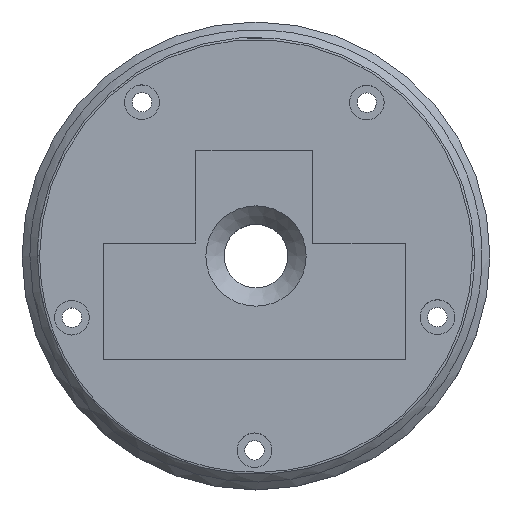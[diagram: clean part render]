
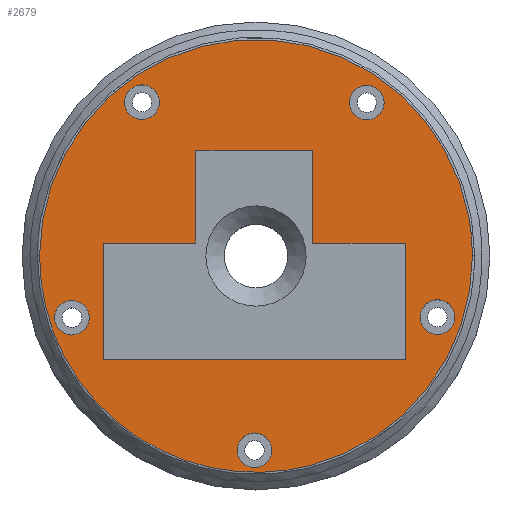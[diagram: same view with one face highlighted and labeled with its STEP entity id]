
A CAD part, top view. The second image highlights one B-rep face of the part: STEP entity #2679.
In plain terms, the highlighted planar face has unit normal (0, 0, 1).
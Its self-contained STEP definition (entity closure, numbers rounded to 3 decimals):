
#69=FACE_BOUND('',#449,.T.);
#70=FACE_BOUND('',#450,.T.);
#71=FACE_BOUND('',#451,.T.);
#72=FACE_BOUND('',#452,.T.);
#73=FACE_BOUND('',#453,.T.);
#74=FACE_BOUND('',#454,.T.);
#139=PLANE('',#2891);
#257=FACE_OUTER_BOUND('',#448,.T.);
#448=EDGE_LOOP('',(#2207,#2208));
#449=EDGE_LOOP('',(#2209));
#450=EDGE_LOOP('',(#2210));
#451=EDGE_LOOP('',(#2211));
#452=EDGE_LOOP('',(#2212));
#453=EDGE_LOOP('',(#2213));
#454=EDGE_LOOP('',(#2214,#2215,#2216,#2217,#2218,#2219,#2220,#2221));
#568=CIRCLE('',#2867,2.85);
#571=CIRCLE('',#2872,2.85);
#574=CIRCLE('',#2877,2.85);
#577=CIRCLE('',#2882,2.85);
#580=CIRCLE('',#2887,2.85);
#688=B_SPLINE_CURVE_WITH_KNOTS('',3,(#7379,#7380,#7381,#7382,#7383,#7384,
#7385,#7386,#7387,#7388,#7389,#7390,#7391,#7392,#7393,#7394,#7395,#7396),
 .UNSPECIFIED.,.F.,.F.,(4,1,1,1,1,1,1,1,1,1,1,1,1,1,1,4),(22.239,
23.034,23.829,24.623,25.418,25.947,
27.007,27.537,28.066,28.596,29.391,
30.185,30.98,31.774,32.569,33.363),
 .UNSPECIFIED.);
#689=B_SPLINE_CURVE_WITH_KNOTS('',3,(#7518,#7519,#7520,#7521,#7522,#7523,
#7524,#7525,#7526,#7527,#7528,#7529,#7530,#7531,#7532,#7533,#7534,#7535,
#7536),.UNSPECIFIED.,.F.,.F.,(4,1,1,1,1,1,1,1,1,1,1,1,1,1,1,1,4),(11.121,
11.915,12.709,13.504,14.298,14.695,
15.489,15.886,16.68,17.474,18.269,
19.063,19.261,19.857,20.651,21.445,
22.239),.UNSPECIFIED.);
#862=LINE('',#7751,#1049);
#863=LINE('',#7753,#1050);
#864=LINE('',#7755,#1051);
#865=LINE('',#7757,#1052);
#866=LINE('',#7759,#1053);
#867=LINE('',#7761,#1054);
#868=LINE('',#7763,#1055);
#869=LINE('',#7764,#1056);
#1049=VECTOR('',#3421,10.);
#1050=VECTOR('',#3422,10.);
#1051=VECTOR('',#3423,10.);
#1052=VECTOR('',#3424,10.);
#1053=VECTOR('',#3425,10.);
#1054=VECTOR('',#3426,10.);
#1055=VECTOR('',#3427,10.);
#1056=VECTOR('',#3428,10.);
#1248=VERTEX_POINT('',#7155);
#1251=VERTEX_POINT('',#7377);
#1252=VERTEX_POINT('',#7398);
#1255=VERTEX_POINT('',#7407);
#1258=VERTEX_POINT('',#7416);
#1261=VERTEX_POINT('',#7425);
#1264=VERTEX_POINT('',#7434);
#1267=VERTEX_POINT('',#7749);
#1268=VERTEX_POINT('',#7750);
#1269=VERTEX_POINT('',#7752);
#1270=VERTEX_POINT('',#7754);
#1271=VERTEX_POINT('',#7756);
#1272=VERTEX_POINT('',#7758);
#1273=VERTEX_POINT('',#7760);
#1274=VERTEX_POINT('',#7762);
#1574=EDGE_CURVE('',#1251,#1248,#688,.T.);
#1575=EDGE_CURVE('',#1252,#1252,#568,.T.);
#1579=EDGE_CURVE('',#1255,#1255,#571,.T.);
#1583=EDGE_CURVE('',#1258,#1258,#574,.T.);
#1587=EDGE_CURVE('',#1261,#1261,#577,.T.);
#1591=EDGE_CURVE('',#1264,#1264,#580,.T.);
#1595=EDGE_CURVE('',#1248,#1251,#689,.T.);
#1597=EDGE_CURVE('',#1267,#1268,#862,.T.);
#1598=EDGE_CURVE('',#1269,#1267,#863,.T.);
#1599=EDGE_CURVE('',#1270,#1269,#864,.T.);
#1600=EDGE_CURVE('',#1271,#1270,#865,.T.);
#1601=EDGE_CURVE('',#1272,#1271,#866,.T.);
#1602=EDGE_CURVE('',#1273,#1272,#867,.T.);
#1603=EDGE_CURVE('',#1274,#1273,#868,.T.);
#1604=EDGE_CURVE('',#1268,#1274,#869,.T.);
#2207=ORIENTED_EDGE('',*,*,#1574,.F.);
#2208=ORIENTED_EDGE('',*,*,#1595,.F.);
#2209=ORIENTED_EDGE('',*,*,#1575,.T.);
#2210=ORIENTED_EDGE('',*,*,#1579,.T.);
#2211=ORIENTED_EDGE('',*,*,#1583,.T.);
#2212=ORIENTED_EDGE('',*,*,#1587,.T.);
#2213=ORIENTED_EDGE('',*,*,#1591,.T.);
#2214=ORIENTED_EDGE('',*,*,#1597,.F.);
#2215=ORIENTED_EDGE('',*,*,#1598,.F.);
#2216=ORIENTED_EDGE('',*,*,#1599,.F.);
#2217=ORIENTED_EDGE('',*,*,#1600,.F.);
#2218=ORIENTED_EDGE('',*,*,#1601,.F.);
#2219=ORIENTED_EDGE('',*,*,#1602,.F.);
#2220=ORIENTED_EDGE('',*,*,#1603,.F.);
#2221=ORIENTED_EDGE('',*,*,#1604,.F.);
#2679=ADVANCED_FACE('',(#257,#69,#70,#71,#72,#73,#74),#139,.T.);
#2867=AXIS2_PLACEMENT_3D('',#7399,#3366,#3367);
#2872=AXIS2_PLACEMENT_3D('',#7408,#3377,#3378);
#2877=AXIS2_PLACEMENT_3D('',#7417,#3388,#3389);
#2882=AXIS2_PLACEMENT_3D('',#7426,#3399,#3400);
#2887=AXIS2_PLACEMENT_3D('',#7435,#3410,#3411);
#2891=AXIS2_PLACEMENT_3D('',#7748,#3419,#3420);
#3366=DIRECTION('center_axis',(0.,0.,-1.));
#3367=DIRECTION('ref_axis',(-1.,0.,0.));
#3377=DIRECTION('center_axis',(0.,0.,-1.));
#3378=DIRECTION('ref_axis',(-1.,0.,0.));
#3388=DIRECTION('center_axis',(0.,0.,-1.));
#3389=DIRECTION('ref_axis',(-1.,0.,0.));
#3399=DIRECTION('center_axis',(0.,0.,-1.));
#3400=DIRECTION('ref_axis',(-1.,0.,0.));
#3410=DIRECTION('center_axis',(0.,0.,-1.));
#3411=DIRECTION('ref_axis',(-1.,0.,0.));
#3419=DIRECTION('center_axis',(0.,0.,1.));
#3420=DIRECTION('ref_axis',(1.,0.,0.));
#3421=DIRECTION('',(-0.003,-1.,0.));
#3422=DIRECTION('',(-1.,0.,0.));
#3423=DIRECTION('',(-0.003,1.,0.));
#3424=DIRECTION('',(-1.,0.,0.));
#3425=DIRECTION('',(0.,1.,0.));
#3426=DIRECTION('',(1.,0.,0.));
#3427=DIRECTION('',(0.,-1.,0.));
#3428=DIRECTION('',(-1.,0.,0.));
#7155=CARTESIAN_POINT('',(-35.614,0.029,8.75));
#7377=CARTESIAN_POINT('',(35.614,0.029,8.75));
#7379=CARTESIAN_POINT('Ctrl Pts',(35.614,0.029,8.75));
#7380=CARTESIAN_POINT('Ctrl Pts',(35.616,-2.62,8.75));
#7381=CARTESIAN_POINT('Ctrl Pts',(35.012,-7.989,8.75));
#7382=CARTESIAN_POINT('Ctrl Pts',(32.377,-15.548,8.75));
#7383=CARTESIAN_POINT('Ctrl Pts',(28.073,-22.397,8.75));
#7384=CARTESIAN_POINT('Ctrl Pts',(23.048,-27.427,8.75));
#7385=CARTESIAN_POINT('Ctrl Pts',(16.389,-31.97,8.75));
#7386=CARTESIAN_POINT('Ctrl Pts',(9.741,-34.58,8.75));
#7387=CARTESIAN_POINT('Ctrl Pts',(2.65,-35.648,8.75));
#7388=CARTESIAN_POINT('Ctrl Pts',(-2.652,-35.648,8.75));
#7389=CARTESIAN_POINT('Ctrl Pts',(-8.866,-34.711,8.75));
#7390=CARTESIAN_POINT('Ctrl Pts',(-15.572,-32.361,8.75));
#7391=CARTESIAN_POINT('Ctrl Pts',(-22.419,-28.06,8.75));
#7392=CARTESIAN_POINT('Ctrl Pts',(-28.08,-22.386,8.75));
#7393=CARTESIAN_POINT('Ctrl Pts',(-32.378,-15.549,8.75));
#7394=CARTESIAN_POINT('Ctrl Pts',(-35.014,-7.975,8.75));
#7395=CARTESIAN_POINT('Ctrl Pts',(-35.616,-2.626,8.75));
#7396=CARTESIAN_POINT('Ctrl Pts',(-35.614,0.029,
8.75));
#7398=CARTESIAN_POINT('',(-27.442,-10.162,8.75));
#7399=CARTESIAN_POINT('Origin',(-30.292,-10.162,8.75));
#7407=CARTESIAN_POINT('',(2.604,-31.976,8.75));
#7408=CARTESIAN_POINT('Origin',(-0.246,-31.976,8.75));
#7416=CARTESIAN_POINT('',(-15.917,25.297,8.75));
#7417=CARTESIAN_POINT('Origin',(-18.767,25.297,8.75));
#7425=CARTESIAN_POINT('',(32.696,-10.069,8.75));
#7426=CARTESIAN_POINT('Origin',(29.846,-10.069,8.75));
#7434=CARTESIAN_POINT('',(21.081,25.225,8.75));
#7435=CARTESIAN_POINT('Origin',(18.231,25.225,8.75));
#7518=CARTESIAN_POINT('Ctrl Pts',(-35.614,0.029,
8.75));
#7519=CARTESIAN_POINT('Ctrl Pts',(-35.611,2.682,8.75));
#7520=CARTESIAN_POINT('Ctrl Pts',(-34.996,8.05,8.75));
#7521=CARTESIAN_POINT('Ctrl Pts',(-32.355,15.593,8.75));
#7522=CARTESIAN_POINT('Ctrl Pts',(-28.041,22.439,8.75));
#7523=CARTESIAN_POINT('Ctrl Pts',(-23.331,27.138,8.75));
#7524=CARTESIAN_POINT('Ctrl Pts',(-17.846,31.021,8.75));
#7525=CARTESIAN_POINT('Ctrl Pts',(-13.059,33.322,8.75));
#7526=CARTESIAN_POINT('Ctrl Pts',(-6.605,35.173,8.75));
#7527=CARTESIAN_POINT('Ctrl Pts',(0.019,35.916,8.75));
#7528=CARTESIAN_POINT('Ctrl Pts',(8.044,34.999,8.75));
#7529=CARTESIAN_POINT('Ctrl Pts',(15.596,32.352,8.75));
#7530=CARTESIAN_POINT('Ctrl Pts',(20.735,29.116,8.75));
#7531=CARTESIAN_POINT('Ctrl Pts',(24.782,25.688,8.75));
#7532=CARTESIAN_POINT('Ctrl Pts',(28.456,21.8,8.75));
#7533=CARTESIAN_POINT('Ctrl Pts',(32.382,15.531,8.75));
#7534=CARTESIAN_POINT('Ctrl Pts',(35.007,7.997,8.75));
#7535=CARTESIAN_POINT('Ctrl Pts',(35.611,2.676,8.75));
#7536=CARTESIAN_POINT('Ctrl Pts',(35.614,0.029,8.75));
#7748=CARTESIAN_POINT('Origin',(0.,0.,8.75));
#7749=CARTESIAN_POINT('',(-9.887,17.374,8.75));
#7750=CARTESIAN_POINT('',(-9.926,2.128,8.75));
#7751=CARTESIAN_POINT('',(-9.909,8.699,8.75));
#7752=CARTESIAN_POINT('',(9.31,17.374,8.75));
#7753=CARTESIAN_POINT('',(4.655,17.374,8.75));
#7754=CARTESIAN_POINT('',(9.348,2.128,8.75));
#7755=CARTESIAN_POINT('',(9.351,1.076,8.75));
#7756=CARTESIAN_POINT('',(24.561,2.128,8.75));
#7757=CARTESIAN_POINT('',(12.28,2.128,8.75));
#7758=CARTESIAN_POINT('',(24.561,-17.08,8.75));
#7759=CARTESIAN_POINT('',(24.561,-8.54,8.75));
#7760=CARTESIAN_POINT('',(-25.139,-17.08,8.75));
#7761=CARTESIAN_POINT('',(-12.569,-17.08,8.75));
#7762=CARTESIAN_POINT('',(-25.139,2.128,8.75));
#7763=CARTESIAN_POINT('',(-25.139,1.064,8.75));
#7764=CARTESIAN_POINT('',(-4.963,2.128,8.75));
